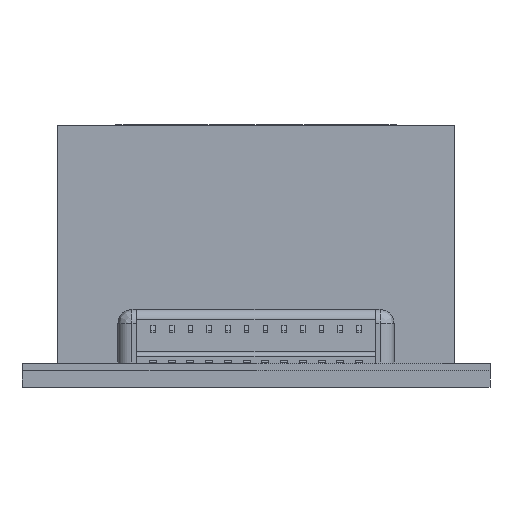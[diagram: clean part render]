
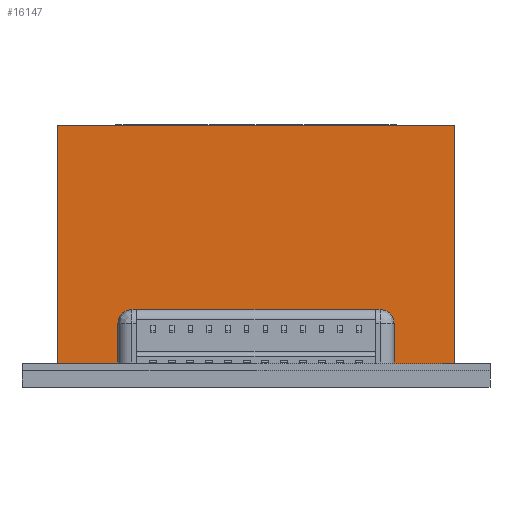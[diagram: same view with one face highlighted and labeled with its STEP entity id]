
A CAD part, front view. The second image highlights one B-rep face of the part: STEP entity #16147.
In plain terms, the highlighted planar face has unit normal (0, -1, 0).
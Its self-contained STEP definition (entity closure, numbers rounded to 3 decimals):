
#2238 = LINE ( 'NONE', #9010, #7074 ) ;
#3573 = ORIENTED_EDGE ( 'NONE', *, *, #21740, .T. ) ;
#3737 = DIRECTION ( 'NONE',  ( 0., 0., -1. ) ) ;
#4073 = VERTEX_POINT ( 'NONE', #12253 ) ;
#4448 = VECTOR ( 'NONE', #5861, 1000. ) ;
#4838 = LINE ( 'NONE', #13078, #24934 ) ;
#5373 = CARTESIAN_POINT ( 'NONE',  ( 4.25, -8.5, 0. ) ) ;
#5861 = DIRECTION ( 'NONE',  ( 0., 0., -1. ) ) ;
#5926 = DIRECTION ( 'NONE',  ( 0., -1., 0. ) ) ;
#7064 = FACE_OUTER_BOUND ( 'NONE', #19687, .T. ) ;
#7074 = VECTOR ( 'NONE', #15115, 1000. ) ;
#7371 = LINE ( 'NONE', #19700, #4448 ) ;
#7468 = DIRECTION ( 'NONE',  ( 1., 0., 0. ) ) ;
#8837 = EDGE_CURVE ( 'NONE', #21189, #4073, #4838, .T. ) ;
#9010 = CARTESIAN_POINT ( 'NONE',  ( 4.25, -8.5, 5.25 ) ) ;
#9978 = VECTOR ( 'NONE', #7468, 1000. ) ;
#10077 = CARTESIAN_POINT ( 'NONE',  ( 4.25, -8.5, 5.25 ) ) ;
#11963 = ORIENTED_EDGE ( 'NONE', *, *, #8837, .T. ) ;
#12253 = CARTESIAN_POINT ( 'NONE',  ( -4.25, -8.5, 0. ) ) ;
#13078 = CARTESIAN_POINT ( 'NONE',  ( -4.25, -8.5, 0. ) ) ;
#13383 = VERTEX_POINT ( 'NONE', #23180 ) ;
#14207 = AXIS2_PLACEMENT_3D ( 'NONE', #24038, #5926, #3737 ) ;
#14690 = EDGE_CURVE ( 'NONE', #16721, #13383, #7371, .T. ) ;
#15115 = DIRECTION ( 'NONE',  ( -1., 0., 0. ) ) ;
#16147 = ADVANCED_FACE ( 'NONE', ( #7064 ), #19753, .T. ) ;
#16190 = ORIENTED_EDGE ( 'NONE', *, *, #18078, .T. ) ;
#16721 = VERTEX_POINT ( 'NONE', #10077 ) ;
#18078 = EDGE_CURVE ( 'NONE', #4073, #13383, #21732, .T. ) ;
#19687 = EDGE_LOOP ( 'NONE', ( #11963, #16190, #23033, #3573 ) ) ;
#19700 = CARTESIAN_POINT ( 'NONE',  ( 4.25, -8.5, 0. ) ) ;
#19753 = PLANE ( 'NONE',  #14207 ) ;
#20915 = DIRECTION ( 'NONE',  ( 0., 0., -1. ) ) ;
#21189 = VERTEX_POINT ( 'NONE', #22950 ) ;
#21732 = LINE ( 'NONE', #5373, #9978 ) ;
#21740 = EDGE_CURVE ( 'NONE', #16721, #21189, #2238, .T. ) ;
#22950 = CARTESIAN_POINT ( 'NONE',  ( -4.25, -8.5, 5.25 ) ) ;
#23033 = ORIENTED_EDGE ( 'NONE', *, *, #14690, .F. ) ;
#23180 = CARTESIAN_POINT ( 'NONE',  ( 4.25, -8.5, 0. ) ) ;
#24038 = CARTESIAN_POINT ( 'NONE',  ( 4.25, -8.5, 0. ) ) ;
#24934 = VECTOR ( 'NONE', #20915, 1000. ) ;
